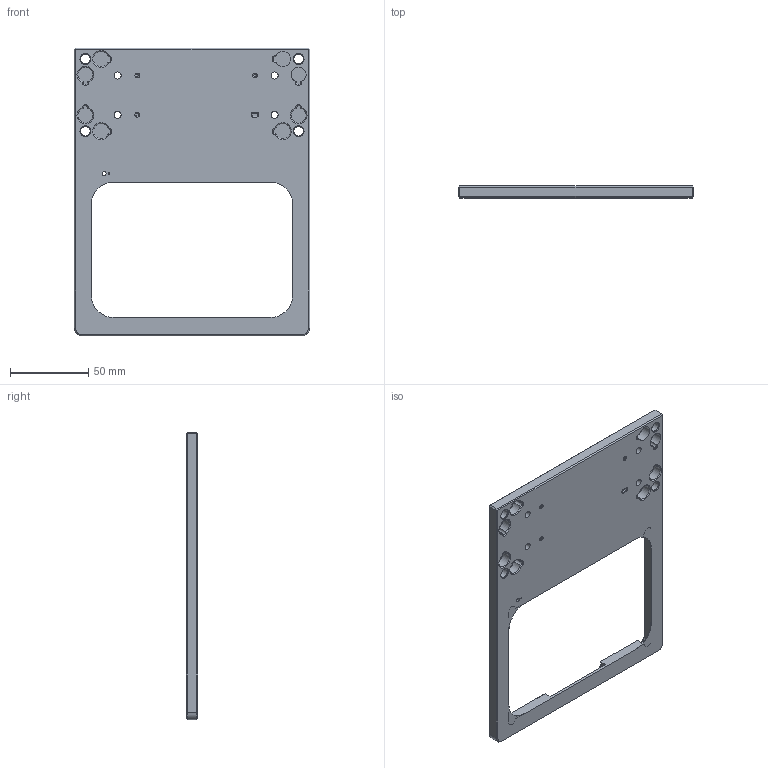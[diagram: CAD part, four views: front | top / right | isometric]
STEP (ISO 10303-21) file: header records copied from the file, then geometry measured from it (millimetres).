
FILE_DESCRIPTION(/* description */ ('STEP AP203'),/* implementation_level */ '2;1');
FILE_NAME(/* name */ 'clamping well plate holder.stp',/* time_stamp */ '2021-03-20T01:39:30-07:00',/* author */ ('hongquanli'),/* organization */ (''),/* preprocessor_version */ 'ST-DEVELOPER v18',/* originating_system */ 'Autodesk Inventor 2020',/* authorisation */ '');
FILE_SCHEMA (('AUTOMOTIVE_DESIGN { 1 0 10303 214 3 1 1 }'));
Length unit declared in the file: millimetre
Products named in the file (1): clamping well plate holder
Bounding box: 149.8 x 7.5 x 183.45 mm (x, y, z)
Volume: 112605.3 mm3; surface area: 43330.7 mm2
Topology: 1 solids, 1 shells, 155 faces, 373 edges, 238 vertices
Faces by surface type: plane 68, cylinder 53, cone 34
Full cylindrical faces by diameter (mm): 1 x1, 2 x3, 2.5 x1, 4.5 x4, 6.134 x4, 7 x4, 8 x4
Entity records: 4637 total; most frequent: CARTESIAN_POINT 837, DIRECTION 823, ORIENTED_EDGE 742, EDGE_CURVE 371, AXIS2_PLACEMENT_3D 320, VERTEX_POINT 238, EDGE_LOOP 197, LINE 183
